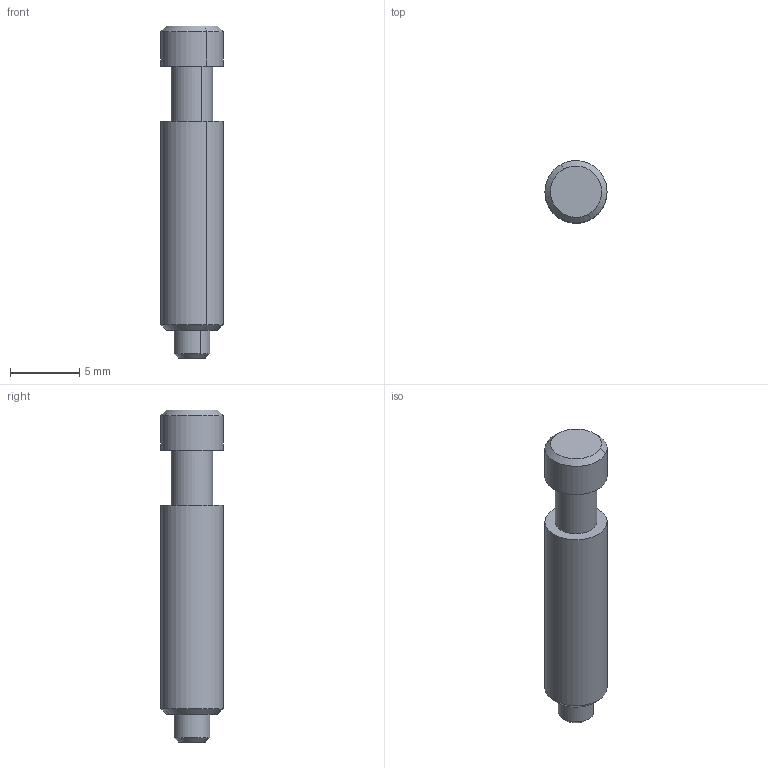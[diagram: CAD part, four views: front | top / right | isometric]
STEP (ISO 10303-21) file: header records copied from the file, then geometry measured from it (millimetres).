
FILE_DESCRIPTION(('CATIA V5 STEP Exchange','CAx-IF Rec.Pracs.--- Model Styling and Organization---1.2---2011-12-15'),'2;1');
FILE_NAME ('003020-3_1', '2018-08-24T16:18:52+00:00', ('none'), ('Weidmueller'), 'CATIA Version 5-6 Release 2014', 'CATIA V5 STEP AP214', 'none');
FILE_SCHEMA(('AUTOMOTIVE_DESIGN { 1 0 10303 214 1 1 1 1 }'));
Length unit declared in the file: millimetre
Products named in the file (1): 1003240000
Bounding box: 4.5 x 4.5 x 24 mm (x, y, z)
Volume: 322.7 mm3; surface area: 349.4 mm2
Topology: 1 solids, 1 shells, 19 faces, 36 edges, 22 vertices
Faces by surface type: cylinder 8, cone 6, plane 5
Entity records: 455 total; most frequent: CARTESIAN_POINT 72, ORIENTED_EDGE 72, DIRECTION 62, AXIS2_PLACEMENT_3D 36, EDGE_CURVE 36, CIRCLE 22, EDGE_LOOP 22, VERTEX_POINT 22
